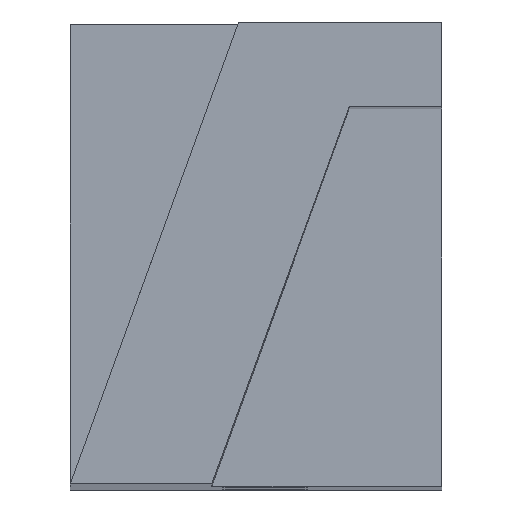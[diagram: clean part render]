
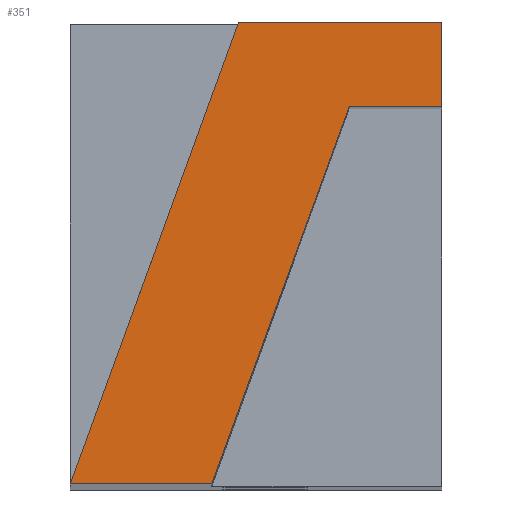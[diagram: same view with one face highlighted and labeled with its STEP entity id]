
A CAD part, top view. The second image highlights one B-rep face of the part: STEP entity #351.
In plain terms, the highlighted planar face has unit normal (0, 0, 1).
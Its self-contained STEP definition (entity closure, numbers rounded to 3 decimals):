
#45=FACE_OUTER_BOUND('',#67,.T.);
#67=EDGE_LOOP('',(#255,#256,#257,#258,#259,#260));
#98=LINE('',#529,#133);
#103=LINE('',#539,#138);
#104=LINE('',#546,#139);
#105=LINE('',#548,#140);
#106=LINE('',#550,#141);
#107=LINE('',#551,#142);
#133=VECTOR('',#424,10.);
#138=VECTOR('',#431,10.);
#139=VECTOR('',#438,10.);
#140=VECTOR('',#439,10.);
#141=VECTOR('',#440,10.);
#142=VECTOR('',#441,10.);
#163=VERTEX_POINT('',#518);
#168=VERTEX_POINT('',#527);
#172=VERTEX_POINT('',#537);
#175=VERTEX_POINT('',#545);
#176=VERTEX_POINT('',#547);
#177=VERTEX_POINT('',#549);
#199=EDGE_CURVE('',#168,#163,#98,.T.);
#204=EDGE_CURVE('',#172,#168,#103,.T.);
#207=EDGE_CURVE('',#175,#172,#104,.T.);
#208=EDGE_CURVE('',#176,#175,#105,.T.);
#209=EDGE_CURVE('',#177,#176,#106,.T.);
#210=EDGE_CURVE('',#163,#177,#107,.T.);
#255=ORIENTED_EDGE('',*,*,#199,.F.);
#256=ORIENTED_EDGE('',*,*,#204,.F.);
#257=ORIENTED_EDGE('',*,*,#207,.F.);
#258=ORIENTED_EDGE('',*,*,#208,.F.);
#259=ORIENTED_EDGE('',*,*,#209,.F.);
#260=ORIENTED_EDGE('',*,*,#210,.F.);
#337=PLANE('',#387);
#351=ADVANCED_FACE('',(#45),#337,.F.);
#387=AXIS2_PLACEMENT_3D('',#544,#436,#437);
#424=DIRECTION('',(0.,-1.,0.));
#431=DIRECTION('',(1.,0.,0.));
#436=DIRECTION('center_axis',(0.,0.,-1.));
#437=DIRECTION('ref_axis',(-1.,0.,0.));
#438=DIRECTION('',(0.342,0.94,0.));
#439=DIRECTION('',(-1.,0.,0.));
#440=DIRECTION('',(-0.342,-0.94,0.));
#441=DIRECTION('',(-1.,0.,0.));
#518=CARTESIAN_POINT('',(48.,47.658,90.));
#527=CARTESIAN_POINT('',(48.,52.658,90.));
#529=CARTESIAN_POINT('',(48.,45.789,90.));
#537=CARTESIAN_POINT('',(35.92,52.658,90.));
#539=CARTESIAN_POINT('',(24.33,52.658,90.));
#544=CARTESIAN_POINT('Origin',(37.165,38.92,90.));
#545=CARTESIAN_POINT('',(25.92,25.183,90.));
#546=CARTESIAN_POINT('',(33.692,46.537,90.));
#547=CARTESIAN_POINT('',(34.33,25.183,90.));
#548=CARTESIAN_POINT('',(24.33,25.183,90.));
#549=CARTESIAN_POINT('',(42.51,47.658,90.));
#550=CARTESIAN_POINT('',(42.51,47.658,90.));
#551=CARTESIAN_POINT('',(50.,47.658,90.));
